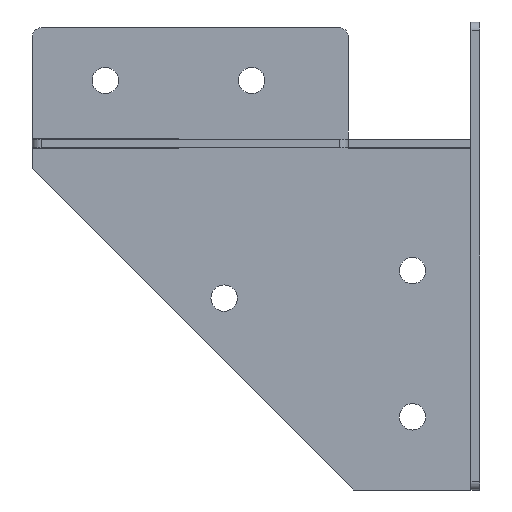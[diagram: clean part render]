
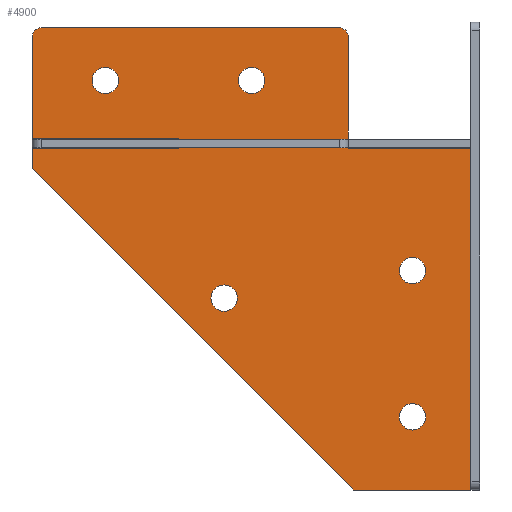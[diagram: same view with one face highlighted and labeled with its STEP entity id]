
A CAD part, left-side view. The second image highlights one B-rep face of the part: STEP entity #4900.
In plain terms, the highlighted planar face has unit normal (-1, 0, 0).
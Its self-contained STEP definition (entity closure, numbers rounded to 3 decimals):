
#2460=CARTESIAN_POINT('',(5.17,-4.408,
109.4));
#2470=DIRECTION('',(1.,0.,0.));
#2480=DIRECTION('',(0.,1.,0.));
#2490=AXIS2_PLACEMENT_3D('',#2460,#2470,#2480);
#2500=PLANE('',#2490);
#2510=CARTESIAN_POINT('',(5.17,40.338,220.));
#2520=DIRECTION('',(1.,0.,0.));
#2530=DIRECTION('',(0.,1.,0.));
#2540=AXIS2_PLACEMENT_3D('',#2510,#2520,#2530);
#2550=CIRCLE('',#2540,4.5);
#2560=CARTESIAN_POINT('',(5.17,44.838,220.));
#2570=VERTEX_POINT('',#2560);
#2580=CARTESIAN_POINT('',(5.17,35.838,220.));
#2590=VERTEX_POINT('',#2580);
#2600=EDGE_CURVE('',#2570,#2590,#2550,.T.);
#2610=ORIENTED_EDGE('',*,*,#2600,.T.);
#2620=EDGE_CURVE('',#2590,#2570,#2550,.T.);
#2630=ORIENTED_EDGE('',*,*,#2620,.T.);
#2640=EDGE_LOOP('',(#2630,#2610));
#2650=FACE_BOUND('',#2640,.T.);
#2660=CARTESIAN_POINT('',(5.17,-14.662,155.));
#2670=DIRECTION('',(1.,0.,0.));
#2680=DIRECTION('',(0.,1.,0.));
#2690=AXIS2_PLACEMENT_3D('',#2660,#2670,#2680);
#2700=CIRCLE('',#2690,4.5);
#2710=CARTESIAN_POINT('',(5.17,-10.162,155.));
#2720=VERTEX_POINT('',#2710);
#2730=CARTESIAN_POINT('',(5.17,-19.162,155.));
#2740=VERTEX_POINT('',#2730);
#2750=EDGE_CURVE('',#2720,#2740,#2700,.T.);
#2760=ORIENTED_EDGE('',*,*,#2750,.T.);
#2770=EDGE_CURVE('',#2740,#2720,#2700,.T.);
#2780=ORIENTED_EDGE('',*,*,#2770,.T.);
#2790=EDGE_LOOP('',(#2780,#2760));
#2800=FACE_BOUND('',#2790,.T.);
#2810=CARTESIAN_POINT('',(5.17,-14.662,105.));
#2820=DIRECTION('',(1.,0.,0.));
#2830=DIRECTION('',(0.,1.,0.));
#2840=AXIS2_PLACEMENT_3D('',#2810,#2820,#2830);
#2850=CIRCLE('',#2840,4.5);
#2860=CARTESIAN_POINT('',(5.17,-10.162,105.));
#2870=VERTEX_POINT('',#2860);
#2880=CARTESIAN_POINT('',(5.17,-19.162,105.));
#2890=VERTEX_POINT('',#2880);
#2900=EDGE_CURVE('',#2870,#2890,#2850,.T.);
#2910=ORIENTED_EDGE('',*,*,#2900,.T.);
#2920=EDGE_CURVE('',#2890,#2870,#2850,.T.);
#2930=ORIENTED_EDGE('',*,*,#2920,.T.);
#2940=EDGE_LOOP('',(#2930,#2910));
#2950=FACE_BOUND('',#2940,.T.);
#2960=CARTESIAN_POINT('',(5.17,49.731,
145.607));
#2970=DIRECTION('',(1.,0.,0.));
#2980=DIRECTION('',(0.,0.,-1.));
#2990=AXIS2_PLACEMENT_3D('',#2960,#2970,#2980);
#3000=CIRCLE('',#2990,4.5);
#3010=CARTESIAN_POINT('',(5.17,49.731,
141.107));
#3020=VERTEX_POINT('',#3010);
#3030=CARTESIAN_POINT('',(5.17,49.731,
150.107));
#3040=VERTEX_POINT('',#3030);
#3050=EDGE_CURVE('',#3020,#3040,#3000,.T.);
#3060=ORIENTED_EDGE('',*,*,#3050,.T.);
#3070=EDGE_CURVE('',#3040,#3020,#3000,.T.);
#3080=ORIENTED_EDGE('',*,*,#3070,.T.);
#3090=EDGE_LOOP('',(#3080,#3060));
#3100=FACE_BOUND('',#3090,.T.);
#3110=CARTESIAN_POINT('',(5.17,90.338,220.));
#3120=DIRECTION('',(1.,0.,0.));
#3130=DIRECTION('',(0.,1.,0.));
#3140=AXIS2_PLACEMENT_3D('',#3110,#3120,#3130);
#3150=CIRCLE('',#3140,4.5);
#3160=CARTESIAN_POINT('',(5.17,94.838,220.));
#3170=VERTEX_POINT('',#3160);
#3180=CARTESIAN_POINT('',(5.17,85.838,220.));
#3190=VERTEX_POINT('',#3180);
#3200=EDGE_CURVE('',#3170,#3190,#3150,.T.);
#3210=ORIENTED_EDGE('',*,*,#3200,.T.);
#3220=EDGE_CURVE('',#3190,#3170,#3150,.T.);
#3230=ORIENTED_EDGE('',*,*,#3220,.T.);
#3240=EDGE_LOOP('',(#3230,#3210));
#3250=FACE_BOUND('',#3240,.T.);
#3260=CARTESIAN_POINT('',(5.17,-34.662,80.));
#3270=DIRECTION('',(0.,1.,0.));
#3280=VECTOR('',#3270,1.);
#3290=LINE('',#3260,#3280);
#3300=CARTESIAN_POINT('',(5.17,-34.662,80.));
#3310=VERTEX_POINT('',#3300);
#3320=CARTESIAN_POINT('',(5.17,5.338,80.));
#3330=VERTEX_POINT('',#3320);
#3340=EDGE_CURVE('',#3310,#3330,#3290,.T.);
#3350=ORIENTED_EDGE('',*,*,#3340,.F.);
#3360=CARTESIAN_POINT('',(5.17,34.738,
109.4));
#3370=DIRECTION('',(0.,-0.707,-0.707));
#3380=VECTOR('',#3370,1.);
#3390=LINE('',#3360,#3380);
#3400=CARTESIAN_POINT('',(5.17,115.338,
190.));
#3410=VERTEX_POINT('',#3400);
#3420=EDGE_CURVE('',#3410,#3330,#3390,.T.);
#3430=ORIENTED_EDGE('',*,*,#3420,.T.);
#3440=CARTESIAN_POINT('',(5.17,115.338,90.));
#3450=DIRECTION('',(0.,0.,1.));
#3460=VECTOR('',#3450,1.);
#3470=LINE('',#3440,#3460);
#3480=CARTESIAN_POINT('',(5.17,115.338,
196.9));
#3490=VERTEX_POINT('',#3480);
#3500=EDGE_CURVE('',#3410,#3490,#3470,.T.);
#3510=ORIENTED_EDGE('',*,*,#3500,.F.);
#3520=CARTESIAN_POINT('',(5.17,-4.408,
196.9));
#3530=DIRECTION('',(0.,1.,0.));
#3540=VECTOR('',#3530,1.);
#3550=LINE('',#3520,#3540);
#3560=CARTESIAN_POINT('',(5.17,65.338,
196.9));
#3570=VERTEX_POINT('',#3560);
#3580=EDGE_CURVE('',#3570,#3490,#3550,.T.);
#3590=ORIENTED_EDGE('',*,*,#3580,.T.);
#3600=CARTESIAN_POINT('',(5.17,65.338,
109.4));
#3610=DIRECTION('',(0.,0.,-1.));
#3620=VECTOR('',#3610,1.);
#3630=LINE('',#3600,#3620);
#3640=CARTESIAN_POINT('',(5.17,65.338,
200.1));
#3650=VERTEX_POINT('',#3640);
#3660=EDGE_CURVE('',#3650,#3570,#3630,.T.);
#3670=ORIENTED_EDGE('',*,*,#3660,.T.);
#3680=CARTESIAN_POINT('',(5.17,-4.408,
200.1));
#3690=DIRECTION('',(0.,-1.,0.));
#3700=VECTOR('',#3690,1.);
#3710=LINE('',#3680,#3700);
#3720=CARTESIAN_POINT('',(5.17,115.338,
200.1));
#3730=VERTEX_POINT('',#3720);
#3740=EDGE_CURVE('',#3730,#3650,#3710,.T.);
#3750=ORIENTED_EDGE('',*,*,#3740,.T.);
#3760=CARTESIAN_POINT('',(5.17,115.338,90.));
#3770=DIRECTION('',(0.,0.,1.));
#3780=VECTOR('',#3770,1.);
#3790=LINE('',#3760,#3780);
#3800=CARTESIAN_POINT('',(5.17,115.338,235.));
#3810=VERTEX_POINT('',#3800);
#3820=EDGE_CURVE('',#3730,#3810,#3790,.T.);
#3830=ORIENTED_EDGE('',*,*,#3820,.F.);
#3840=CARTESIAN_POINT('',(5.17,112.338,235.));
#3850=DIRECTION('',(-1.,0.,0.));
#3860=DIRECTION('',(0.,-1.,0.));
#3870=AXIS2_PLACEMENT_3D('',#3840,#3850,#3860);
#3880=CIRCLE('',#3870,3.);
#3890=CARTESIAN_POINT('',(5.17,112.338,238.));
#3900=VERTEX_POINT('',#3890);
#3910=EDGE_CURVE('',#3900,#3810,#3880,.T.);
#3920=ORIENTED_EDGE('',*,*,#3910,.T.);
#3930=CARTESIAN_POINT('',(5.17,105.338,238.));
#3940=DIRECTION('',(0.,-1.,0.));
#3950=VECTOR('',#3940,1.);
#3960=LINE('',#3930,#3950);
#3970=CARTESIAN_POINT('',(5.17,10.338,238.));
#3980=VERTEX_POINT('',#3970);
#3990=EDGE_CURVE('',#3900,#3980,#3960,.T.);
#4000=ORIENTED_EDGE('',*,*,#3990,.F.);
#4010=CARTESIAN_POINT('',(5.17,10.338,235.));
#4020=DIRECTION('',(-1.,0.,0.));
#4030=DIRECTION('',(0.,-1.,0.));
#4040=AXIS2_PLACEMENT_3D('',#4010,#4020,#4030);
#4050=CIRCLE('',#4040,3.);
#4060=CARTESIAN_POINT('',(5.17,7.338,235.));
#4070=VERTEX_POINT('',#4060);
#4080=EDGE_CURVE('',#4070,#3980,#4050,.T.);
#4090=ORIENTED_EDGE('',*,*,#4080,.T.);
#4100=CARTESIAN_POINT('',(5.17,7.338,240.));
#4110=DIRECTION('',(0.,0.,-1.));
#4120=VECTOR('',#4110,1.);
#4130=LINE('',#4100,#4120);
#4140=CARTESIAN_POINT('',(5.17,7.338,196.9));
#4150=VERTEX_POINT('',#4140);
#4160=EDGE_CURVE('',#4070,#4150,#4130,.T.);
#4170=ORIENTED_EDGE('',*,*,#4160,.F.);
#4180=CARTESIAN_POINT('',(5.17,5.338,196.9));
#4190=DIRECTION('',(0.,-1.,0.));
#4200=VECTOR('',#4190,1.);
#4210=LINE('',#4180,#4200);
#4220=CARTESIAN_POINT('',(5.17,-34.662,196.9));
#4230=VERTEX_POINT('',#4220);
#4240=EDGE_CURVE('',#4150,#4230,#4210,.T.);
#4250=ORIENTED_EDGE('',*,*,#4240,.F.);
#4260=CARTESIAN_POINT('',(5.17,-34.662,200.));
#4270=DIRECTION('',(0.,0.,-1.));
#4280=VECTOR('',#4270,1.);
#4290=LINE('',#4260,#4280);
#4300=CARTESIAN_POINT('',(5.17,-34.662,175.));
#4310=VERTEX_POINT('',#4300);
#4320=EDGE_CURVE('',#4230,#4310,#4290,.T.);
#4330=ORIENTED_EDGE('',*,*,#4320,.F.);
#4340=CARTESIAN_POINT('',(5.17,-34.662,175.));
#4350=DIRECTION('',(0.,-1.,0.));
#4360=VECTOR('',#4350,1.);
#4370=LINE('',#4340,#4360);
#4380=CARTESIAN_POINT('',(5.17,-37.162,175.));
#4390=VERTEX_POINT('',#4380);
#4400=EDGE_CURVE('',#4310,#4390,#4370,.T.);
#4410=ORIENTED_EDGE('',*,*,#4400,.F.);
#4420=CARTESIAN_POINT('',(5.17,-37.162,169.));
#4430=DIRECTION('',(0.,0.,-1.));
#4440=VECTOR('',#4430,1.);
#4450=LINE('',#4420,#4440);
#4460=CARTESIAN_POINT('',(5.17,-37.162,145.));
#4470=VERTEX_POINT('',#4460);
#4480=EDGE_CURVE('',#4390,#4470,#4450,.T.);
#4490=ORIENTED_EDGE('',*,*,#4480,.F.);
#4500=CARTESIAN_POINT('',(5.17,-34.662,145.));
#4510=DIRECTION('',(0.,-1.,0.));
#4520=VECTOR('',#4510,1.);
#4530=LINE('',#4500,#4520);
#4540=CARTESIAN_POINT('',(5.17,-34.662,145.));
#4550=VERTEX_POINT('',#4540);
#4560=EDGE_CURVE('',#4550,#4470,#4530,.T.);
#4570=ORIENTED_EDGE('',*,*,#4560,.T.);
#4580=CARTESIAN_POINT('',(5.17,-34.662,125.));
#4590=VERTEX_POINT('',#4580);
#4600=EDGE_CURVE('',#4550,#4590,#4290,.T.);
#4610=ORIENTED_EDGE('',*,*,#4600,.F.);
#4620=CARTESIAN_POINT('',(5.17,-34.662,125.));
#4630=DIRECTION('',(0.,-1.,0.));
#4640=VECTOR('',#4630,1.);
#4650=LINE('',#4620,#4640);
#4660=CARTESIAN_POINT('',(5.17,-37.162,125.));
#4670=VERTEX_POINT('',#4660);
#4680=EDGE_CURVE('',#4590,#4670,#4650,.T.);
#4690=ORIENTED_EDGE('',*,*,#4680,.F.);
#4700=CARTESIAN_POINT('',(5.17,-37.162,129.));
#4710=DIRECTION('',(0.,0.,-1.));
#4720=VECTOR('',#4710,1.);
#4730=LINE('',#4700,#4720);
#4740=CARTESIAN_POINT('',(5.17,-37.162,95.));
#4750=VERTEX_POINT('',#4740);
#4760=EDGE_CURVE('',#4670,#4750,#4730,.T.);
#4770=ORIENTED_EDGE('',*,*,#4760,.F.);
#4780=CARTESIAN_POINT('',(5.17,-34.662,95.));
#4790=DIRECTION('',(0.,-1.,0.));
#4800=VECTOR('',#4790,1.);
#4810=LINE('',#4780,#4800);
#4820=CARTESIAN_POINT('',(5.17,-34.662,95.));
#4830=VERTEX_POINT('',#4820);
#4840=EDGE_CURVE('',#4830,#4750,#4810,.T.);
#4850=ORIENTED_EDGE('',*,*,#4840,.T.);
#4860=EDGE_CURVE('',#4830,#3310,#4290,.T.);
#4870=ORIENTED_EDGE('',*,*,#4860,.F.);
#4880=EDGE_LOOP('',(#4870,#4850,#4770,#4690,#4610,#4570,#4490,#4410,
#4330,#4250,#4170,#4090,#4000,#3920,#3830,#3750,#3670,#3590,#3510,#3430,
#3350));
#4890=FACE_OUTER_BOUND('',#4880,.T.);
#4900=ADVANCED_FACE('',(#2650,#2800,#2950,#3100,#3250,#4890),#2500,.F.);
